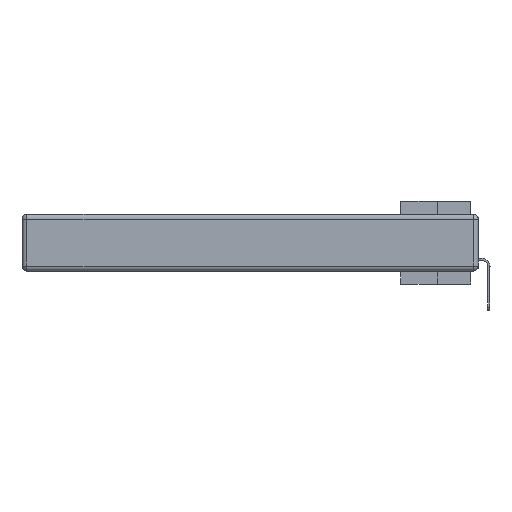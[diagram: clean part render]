
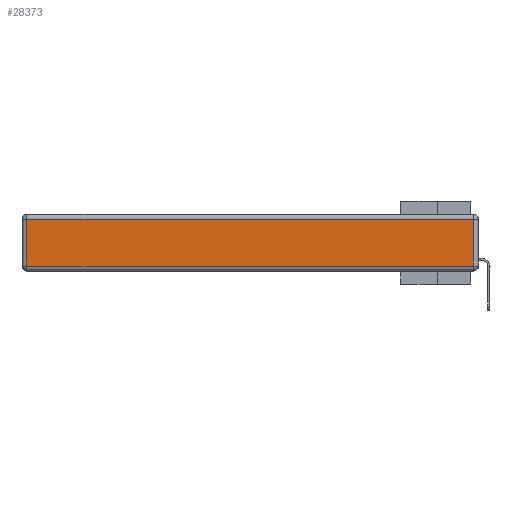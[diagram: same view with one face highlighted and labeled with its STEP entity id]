
A CAD part, left-side view. The second image highlights one B-rep face of the part: STEP entity #28373.
In plain terms, the highlighted planar face has unit normal (-1, 0, 0).
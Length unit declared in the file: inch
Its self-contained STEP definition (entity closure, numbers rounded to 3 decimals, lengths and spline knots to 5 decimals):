
#151 = DIRECTION ( 'NONE',  ( -1., 0., 0. ) ) ;
#240 = LINE ( 'NONE', #18079, #26408 ) ;
#447 = CARTESIAN_POINT ( 'NONE',  ( 0., 2.72, -0.03 ) ) ;
#1156 = DIRECTION ( 'NONE',  ( 0., 0., 1. ) ) ;
#1286 = AXIS2_PLACEMENT_3D ( 'NONE', #5834, #151, #15976 ) ;
#1542 = ORIENTED_EDGE ( 'NONE', *, *, #2414, .T. ) ;
#1751 = DIRECTION ( 'NONE',  ( 0., 0., -1. ) ) ;
#2414 = EDGE_CURVE ( 'NONE', #3839, #18348, #16935, .T. ) ;
#2583 = VECTOR ( 'NONE', #1156, 39.37008 ) ;
#3210 = EDGE_CURVE ( 'NONE', #23031, #3839, #29660, .T. ) ;
#3247 = CARTESIAN_POINT ( 'NONE',  ( 0., 0.03, -0.03 ) ) ;
#3444 = ORIENTED_EDGE ( 'NONE', *, *, #29253, .T. ) ;
#3839 = VERTEX_POINT ( 'NONE', #18155 ) ;
#5321 = CARTESIAN_POINT ( 'NONE',  ( 0., 0.03, -0.313 ) ) ;
#5834 = CARTESIAN_POINT ( 'NONE',  ( 0., 0., -0.343 ) ) ;
#7011 = EDGE_CURVE ( 'NONE', #18348, #26098, #8868, .T. ) ;
#7060 = ORIENTED_EDGE ( 'NONE', *, *, #7011, .T. ) ;
#7418 = VECTOR ( 'NONE', #32149, 39.37008 ) ;
#8079 = DIRECTION ( 'NONE',  ( 0., 1., 0. ) ) ;
#8167 = FACE_OUTER_BOUND ( 'NONE', #26093, .T. ) ;
#8868 = LINE ( 'NONE', #21844, #2583 ) ;
#9458 = CARTESIAN_POINT ( 'NONE',  ( 0., 0., -0.313 ) ) ;
#12269 = CARTESIAN_POINT ( 'NONE',  ( 0., 2.72, -0.343 ) ) ;
#15922 = VECTOR ( 'NONE', #1751, 39.37008 ) ;
#15976 = DIRECTION ( 'NONE',  ( 0., 0., 1. ) ) ;
#16935 = LINE ( 'NONE', #9458, #7418 ) ;
#18079 = CARTESIAN_POINT ( 'NONE',  ( 0., 2.75, -0.03 ) ) ;
#18155 = CARTESIAN_POINT ( 'NONE',  ( 0., 2.72, -0.313 ) ) ;
#18348 = VERTEX_POINT ( 'NONE', #5321 ) ;
#21844 = CARTESIAN_POINT ( 'NONE',  ( 0., 0.03, -0.343 ) ) ;
#22703 = ORIENTED_EDGE ( 'NONE', *, *, #3210, .T. ) ;
#23031 = VERTEX_POINT ( 'NONE', #447 ) ;
#26093 = EDGE_LOOP ( 'NONE', ( #1542, #7060, #3444, #22703 ) ) ;
#26098 = VERTEX_POINT ( 'NONE', #3247 ) ;
#26408 = VECTOR ( 'NONE', #8079, 39.37008 ) ;
#28373 = ADVANCED_FACE ( 'NONE', ( #8167 ), #28706, .T. ) ;
#28706 = PLANE ( 'NONE',  #1286 ) ;
#29253 = EDGE_CURVE ( 'NONE', #26098, #23031, #240, .T. ) ;
#29660 = LINE ( 'NONE', #12269, #15922 ) ;
#32149 = DIRECTION ( 'NONE',  ( 0., -1., 0. ) ) ;
